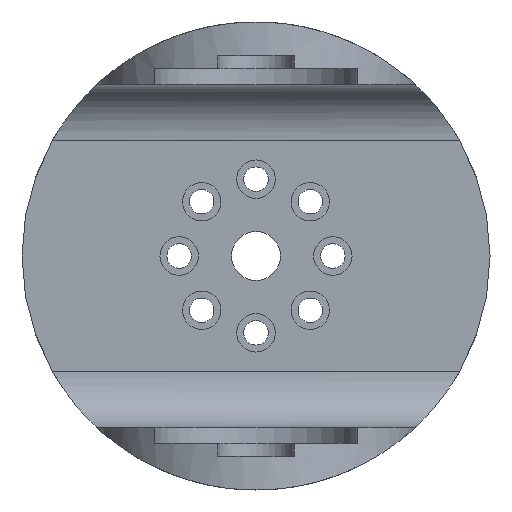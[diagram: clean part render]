
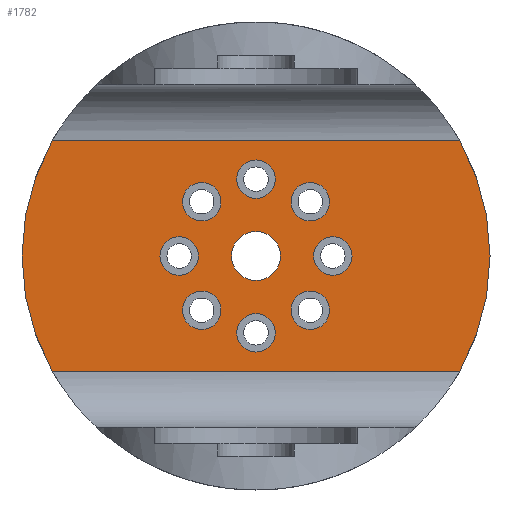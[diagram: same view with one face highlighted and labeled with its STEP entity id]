
A CAD part, front view. The second image highlights one B-rep face of the part: STEP entity #1782.
In plain terms, the highlighted planar face has unit normal (0, -1, 0).
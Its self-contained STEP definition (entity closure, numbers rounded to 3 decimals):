
#46=PLANE('',#1978);
#110=FACE_BOUND('',#653,.T.);
#111=FACE_BOUND('',#654,.T.);
#112=FACE_BOUND('',#655,.T.);
#113=FACE_BOUND('',#656,.T.);
#114=FACE_BOUND('',#657,.T.);
#115=FACE_BOUND('',#658,.T.);
#116=FACE_BOUND('',#659,.T.);
#117=FACE_BOUND('',#660,.T.);
#118=FACE_BOUND('',#661,.T.);
#210=LINE('',#3674,#304);
#211=LINE('',#3676,#305);
#304=VECTOR('',#2422,10.);
#305=VECTOR('',#2425,10.);
#494=FACE_OUTER_BOUND('',#652,.T.);
#652=EDGE_LOOP('',(#1588,#1589,#1590,#1591,#1592));
#653=EDGE_LOOP('',(#1593));
#654=EDGE_LOOP('',(#1594));
#655=EDGE_LOOP('',(#1595));
#656=EDGE_LOOP('',(#1596));
#657=EDGE_LOOP('',(#1597));
#658=EDGE_LOOP('',(#1598));
#659=EDGE_LOOP('',(#1599));
#660=EDGE_LOOP('',(#1600));
#661=EDGE_LOOP('',(#1601));
#714=CIRCLE('',#1833,33.5);
#715=CIRCLE('',#1834,33.5);
#716=CIRCLE('',#1835,33.5);
#786=CIRCLE('',#1979,2.75);
#787=CIRCLE('',#1980,2.75);
#788=CIRCLE('',#1981,2.75);
#789=CIRCLE('',#1982,2.75);
#790=CIRCLE('',#1983,2.75);
#791=CIRCLE('',#1984,2.75);
#792=CIRCLE('',#1985,2.75);
#793=CIRCLE('',#1986,2.75);
#794=CIRCLE('',#1987,3.5);
#830=VERTEX_POINT('',#2629);
#831=VERTEX_POINT('',#2642);
#836=VERTEX_POINT('',#2696);
#837=VERTEX_POINT('',#2709);
#838=VERTEX_POINT('',#2712);
#949=VERTEX_POINT('',#3678);
#950=VERTEX_POINT('',#3680);
#951=VERTEX_POINT('',#3682);
#952=VERTEX_POINT('',#3684);
#953=VERTEX_POINT('',#3686);
#954=VERTEX_POINT('',#3688);
#955=VERTEX_POINT('',#3690);
#956=VERTEX_POINT('',#3692);
#957=VERTEX_POINT('',#3694);
#994=EDGE_CURVE('',#830,#831,#714,.T.);
#1000=EDGE_CURVE('',#836,#837,#715,.T.);
#1002=EDGE_CURVE('',#837,#838,#716,.T.);
#1168=EDGE_CURVE('',#836,#831,#210,.T.);
#1169=EDGE_CURVE('',#838,#830,#211,.T.);
#1170=EDGE_CURVE('',#949,#949,#786,.T.);
#1171=EDGE_CURVE('',#950,#950,#787,.T.);
#1172=EDGE_CURVE('',#951,#951,#788,.T.);
#1173=EDGE_CURVE('',#952,#952,#789,.T.);
#1174=EDGE_CURVE('',#953,#953,#790,.T.);
#1175=EDGE_CURVE('',#954,#954,#791,.T.);
#1176=EDGE_CURVE('',#955,#955,#792,.T.);
#1177=EDGE_CURVE('',#956,#956,#793,.T.);
#1178=EDGE_CURVE('',#957,#957,#794,.T.);
#1588=ORIENTED_EDGE('',*,*,#1000,.F.);
#1589=ORIENTED_EDGE('',*,*,#1168,.T.);
#1590=ORIENTED_EDGE('',*,*,#994,.F.);
#1591=ORIENTED_EDGE('',*,*,#1169,.F.);
#1592=ORIENTED_EDGE('',*,*,#1002,.F.);
#1593=ORIENTED_EDGE('',*,*,#1170,.F.);
#1594=ORIENTED_EDGE('',*,*,#1171,.F.);
#1595=ORIENTED_EDGE('',*,*,#1172,.F.);
#1596=ORIENTED_EDGE('',*,*,#1173,.F.);
#1597=ORIENTED_EDGE('',*,*,#1174,.F.);
#1598=ORIENTED_EDGE('',*,*,#1175,.F.);
#1599=ORIENTED_EDGE('',*,*,#1176,.F.);
#1600=ORIENTED_EDGE('',*,*,#1177,.F.);
#1601=ORIENTED_EDGE('',*,*,#1178,.F.);
#1782=ADVANCED_FACE('',(#494,#110,#111,#112,#113,#114,#115,#116,#117,#118),
#46,.F.);
#1833=AXIS2_PLACEMENT_3D('',#2643,#2062,#2063);
#1834=AXIS2_PLACEMENT_3D('',#2710,#2066,#2067);
#1835=AXIS2_PLACEMENT_3D('',#2713,#2069,#2070);
#1978=AXIS2_PLACEMENT_3D('',#3677,#2426,#2427);
#1979=AXIS2_PLACEMENT_3D('',#3679,#2428,#2429);
#1980=AXIS2_PLACEMENT_3D('',#3681,#2430,#2431);
#1981=AXIS2_PLACEMENT_3D('',#3683,#2432,#2433);
#1982=AXIS2_PLACEMENT_3D('',#3685,#2434,#2435);
#1983=AXIS2_PLACEMENT_3D('',#3687,#2436,#2437);
#1984=AXIS2_PLACEMENT_3D('',#3689,#2438,#2439);
#1985=AXIS2_PLACEMENT_3D('',#3691,#2440,#2441);
#1986=AXIS2_PLACEMENT_3D('',#3693,#2442,#2443);
#1987=AXIS2_PLACEMENT_3D('',#3695,#2444,#2445);
#2062=DIRECTION('center_axis',(0.,1.,0.));
#2063=DIRECTION('ref_axis',(1.,0.,0.));
#2066=DIRECTION('center_axis',(0.,1.,0.));
#2067=DIRECTION('ref_axis',(1.,0.,0.));
#2069=DIRECTION('center_axis',(0.,1.,0.));
#2070=DIRECTION('ref_axis',(1.,0.,0.));
#2422=DIRECTION('',(1.,0.,0.));
#2425=DIRECTION('',(1.,0.,0.));
#2426=DIRECTION('center_axis',(0.,1.,0.));
#2427=DIRECTION('ref_axis',(0.,0.,1.));
#2428=DIRECTION('center_axis',(0.,-1.,0.));
#2429=DIRECTION('ref_axis',(1.,0.,0.));
#2430=DIRECTION('center_axis',(0.,-1.,0.));
#2431=DIRECTION('ref_axis',(1.,0.,0.));
#2432=DIRECTION('center_axis',(0.,-1.,0.));
#2433=DIRECTION('ref_axis',(1.,0.,0.));
#2434=DIRECTION('center_axis',(0.,-1.,0.));
#2435=DIRECTION('ref_axis',(1.,0.,0.));
#2436=DIRECTION('center_axis',(0.,-1.,0.));
#2437=DIRECTION('ref_axis',(1.,0.,0.));
#2438=DIRECTION('center_axis',(0.,-1.,0.));
#2439=DIRECTION('ref_axis',(1.,0.,0.));
#2440=DIRECTION('center_axis',(0.,-1.,0.));
#2441=DIRECTION('ref_axis',(1.,0.,0.));
#2442=DIRECTION('center_axis',(0.,-1.,0.));
#2443=DIRECTION('ref_axis',(1.,0.,0.));
#2444=DIRECTION('center_axis',(0.,-1.,0.));
#2445=DIRECTION('ref_axis',(1.,0.,0.));
#2629=CARTESIAN_POINT('',(29.155,-15.,16.5));
#2642=CARTESIAN_POINT('',(29.155,-15.,-16.5));
#2643=CARTESIAN_POINT('Origin',(0.,-15.,0.));
#2696=CARTESIAN_POINT('',(-29.155,-15.,-16.5));
#2709=CARTESIAN_POINT('',(-33.5,-15.,0.));
#2710=CARTESIAN_POINT('Origin',(0.,-15.,0.));
#2712=CARTESIAN_POINT('',(-29.155,-15.,16.5));
#2713=CARTESIAN_POINT('Origin',(0.,-15.,0.));
#3674=CARTESIAN_POINT('',(0.,-15.,-16.5));
#3676=CARTESIAN_POINT('',(0.,-15.,16.5));
#3677=CARTESIAN_POINT('Origin',(0.,-15.,-16.5));
#3678=CARTESIAN_POINT('',(-2.75,-15.,-11.));
#3679=CARTESIAN_POINT('Origin',(0.,-15.,-11.));
#3680=CARTESIAN_POINT('',(-2.75,-15.,11.));
#3681=CARTESIAN_POINT('Origin',(0.,-15.,11.));
#3682=CARTESIAN_POINT('',(-10.528,-15.,7.778));
#3683=CARTESIAN_POINT('Origin',(-7.778,-15.,7.778));
#3684=CARTESIAN_POINT('',(5.028,-15.,-7.778));
#3685=CARTESIAN_POINT('Origin',(7.778,-15.,-7.778));
#3686=CARTESIAN_POINT('',(-10.528,-15.,-7.778));
#3687=CARTESIAN_POINT('Origin',(-7.778,-15.,-7.778));
#3688=CARTESIAN_POINT('',(5.028,-15.,7.778));
#3689=CARTESIAN_POINT('Origin',(7.778,-15.,7.778));
#3690=CARTESIAN_POINT('',(-13.75,-15.,0.));
#3691=CARTESIAN_POINT('Origin',(-11.,-15.,0.));
#3692=CARTESIAN_POINT('',(8.25,-15.,0.));
#3693=CARTESIAN_POINT('Origin',(11.,-15.,0.));
#3694=CARTESIAN_POINT('',(-3.5,-15.,0.));
#3695=CARTESIAN_POINT('Origin',(0.,-15.,0.));
